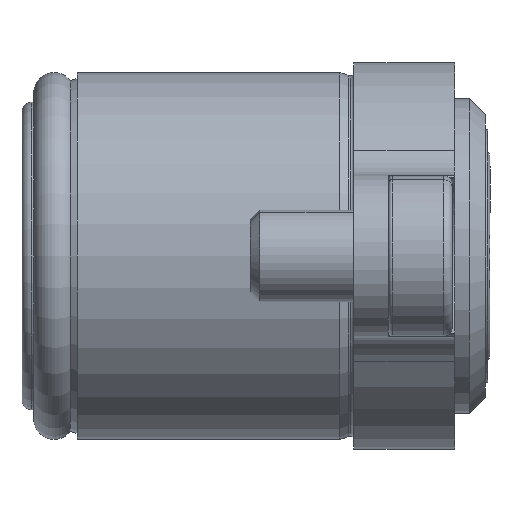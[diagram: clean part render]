
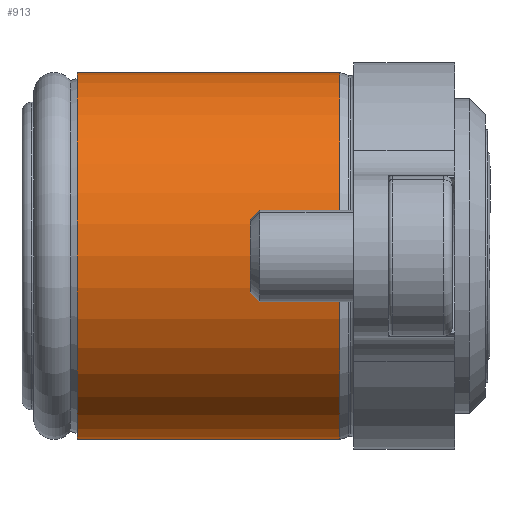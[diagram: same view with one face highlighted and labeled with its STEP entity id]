
A CAD part, left-side view. The second image highlights one B-rep face of the part: STEP entity #913.
In plain terms, the highlighted cylindrical face has radius 8 mm (diameter 16 mm), a partial arc.
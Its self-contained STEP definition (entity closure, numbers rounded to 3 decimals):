
#11 = LINE ( 'NONE', #6215, #1223 ) ;
#96 = CYLINDRICAL_SURFACE ( 'NONE', #2947, 8. ) ;
#158 = CARTESIAN_POINT ( 'NONE',  ( 0., 17.79, 0. ) ) ;
#262 = CARTESIAN_POINT ( 'NONE',  ( 0., 17.79, -8. ) ) ;
#401 = LINE ( 'NONE', #1539, #5574 ) ;
#575 = AXIS2_PLACEMENT_3D ( 'NONE', #158, #898, #5011 ) ;
#611 = VERTEX_POINT ( 'NONE', #6274 ) ;
#723 = ORIENTED_EDGE ( 'NONE', *, *, #1602, .F. ) ;
#898 = DIRECTION ( 'NONE',  ( 0., 1., 0. ) ) ;
#913 = ADVANCED_FACE ( 'NONE', ( #2102 ), #96, .T. ) ;
#1223 = VECTOR ( 'NONE', #4809, 1000. ) ;
#1238 = EDGE_CURVE ( 'NONE', #2670, #611, #3138, .T. ) ;
#1539 = CARTESIAN_POINT ( 'NONE',  ( 0., 20.492, 8. ) ) ;
#1602 = EDGE_CURVE ( 'NONE', #5788, #2670, #11, .T. ) ;
#2031 = DIRECTION ( 'NONE',  ( 0., 1., 0. ) ) ;
#2102 = FACE_OUTER_BOUND ( 'NONE', #3641, .T. ) ;
#2187 = DIRECTION ( 'NONE',  ( 0., 1., 0. ) ) ;
#2387 = VERTEX_POINT ( 'NONE', #4414 ) ;
#2670 = VERTEX_POINT ( 'NONE', #262 ) ;
#2839 = ORIENTED_EDGE ( 'NONE', *, *, #1238, .F. ) ;
#2947 = AXIS2_PLACEMENT_3D ( 'NONE', #4727, #2187, #3777 ) ;
#3138 = CIRCLE ( 'NONE', #575, 8. ) ;
#3591 = EDGE_CURVE ( 'NONE', #5788, #2387, #5830, .T. ) ;
#3641 = EDGE_LOOP ( 'NONE', ( #723, #5631, #4230, #2839 ) ) ;
#3728 = AXIS2_PLACEMENT_3D ( 'NONE', #3775, #3791, #3813 ) ;
#3775 = CARTESIAN_POINT ( 'NONE',  ( 0., 6.34, 0. ) ) ;
#3777 = DIRECTION ( 'NONE',  ( 0., 0., 1. ) ) ;
#3791 = DIRECTION ( 'NONE',  ( 0., 1., 0. ) ) ;
#3813 = DIRECTION ( 'NONE',  ( 0., 0., 1. ) ) ;
#4230 = ORIENTED_EDGE ( 'NONE', *, *, #5181, .T. ) ;
#4414 = CARTESIAN_POINT ( 'NONE',  ( 0., 6.34, 8. ) ) ;
#4727 = CARTESIAN_POINT ( 'NONE',  ( 0., 20.492, 0. ) ) ;
#4809 = DIRECTION ( 'NONE',  ( 0., 1., 0. ) ) ;
#5011 = DIRECTION ( 'NONE',  ( 0., 0., 1. ) ) ;
#5161 = CARTESIAN_POINT ( 'NONE',  ( 0., 6.34, -8. ) ) ;
#5181 = EDGE_CURVE ( 'NONE', #2387, #611, #401, .T. ) ;
#5574 = VECTOR ( 'NONE', #2031, 1000. ) ;
#5631 = ORIENTED_EDGE ( 'NONE', *, *, #3591, .T. ) ;
#5788 = VERTEX_POINT ( 'NONE', #5161 ) ;
#5830 = CIRCLE ( 'NONE', #3728, 8. ) ;
#6215 = CARTESIAN_POINT ( 'NONE',  ( 0., 20.492, -8. ) ) ;
#6274 = CARTESIAN_POINT ( 'NONE',  ( 0., 17.79, 8. ) ) ;
